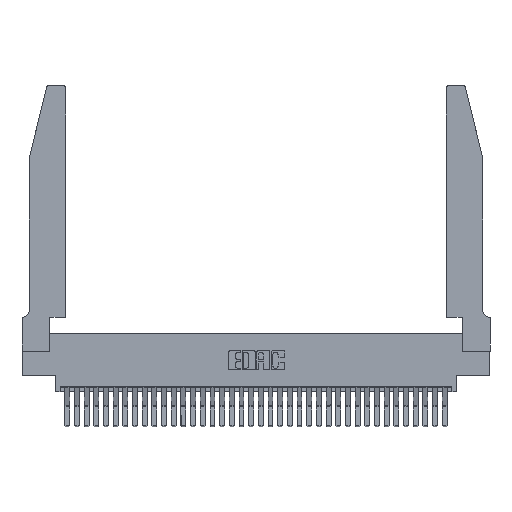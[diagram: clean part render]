
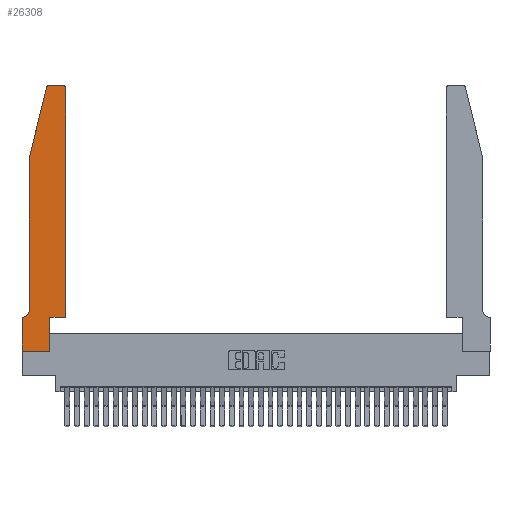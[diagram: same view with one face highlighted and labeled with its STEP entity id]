
A CAD part, top view. The second image highlights one B-rep face of the part: STEP entity #26308.
In plain terms, the highlighted planar face has unit normal (0, 0, 1).
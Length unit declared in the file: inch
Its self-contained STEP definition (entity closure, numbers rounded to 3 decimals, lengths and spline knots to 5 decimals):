
#680 = VECTOR ( 'NONE', #13354, 39.37008 ) ;
#1014 = CARTESIAN_POINT ( 'NONE',  ( 0.0755, 0.35, 0.37 ) ) ;
#1118 = ORIENTED_EDGE ( 'NONE', *, *, #13246, .T. ) ;
#1297 = DIRECTION ( 'NONE',  ( -0.239, -0.971, 0. ) ) ;
#1377 = CARTESIAN_POINT ( 'NONE',  ( 0.4205, 2.72, 0.37 ) ) ;
#1944 = VECTOR ( 'NONE', #33468, 39.37008 ) ;
#2059 = ORIENTED_EDGE ( 'NONE', *, *, #10186, .T. ) ;
#2195 = EDGE_CURVE ( 'NONE', #14301, #33571, #23317, .T. ) ;
#2333 = VERTEX_POINT ( 'NONE', #10464 ) ;
#2929 = VECTOR ( 'NONE', #1297, 39.37008 ) ;
#3174 = VECTOR ( 'NONE', #15278, 39.37008 ) ;
#3570 = DIRECTION ( 'NONE',  ( 0., 1., 0. ) ) ;
#4198 = EDGE_CURVE ( 'NONE', #26880, #25633, #24558, .T. ) ;
#4242 = DIRECTION ( 'NONE',  ( 0., 0., 1. ) ) ;
#4761 = CARTESIAN_POINT ( 'NONE',  ( 0.0055, 0.35, 0.37 ) ) ;
#4788 = CARTESIAN_POINT ( 'NONE',  ( 0.2605, 2.75, 0.37 ) ) ;
#4916 = PLANE ( 'NONE',  #15891 ) ;
#5133 = CARTESIAN_POINT ( 'NONE',  ( 0.25487, 2.72718, 0.37 ) ) ;
#5268 = CARTESIAN_POINT ( 'NONE',  ( 0.2865, 0.35, 0.37 ) ) ;
#5553 = CIRCLE ( 'NONE', #34177, 0.07 ) ;
#5996 = EDGE_CURVE ( 'NONE', #33571, #25353, #7145, .T. ) ;
#6699 = DIRECTION ( 'NONE',  ( 0., -1., 0. ) ) ;
#6827 = CARTESIAN_POINT ( 'NONE',  ( 0.0755, 2., 0.37 ) ) ;
#7084 = DIRECTION ( 'NONE',  ( 1., 0., 0. ) ) ;
#7145 = CIRCLE ( 'NONE', #22487, 0.03 ) ;
#7642 = LINE ( 'NONE', #34793, #35966 ) ;
#8097 = LINE ( 'NONE', #1014, #3174 ) ;
#8309 = ORIENTED_EDGE ( 'NONE', *, *, #2195, .T. ) ;
#8735 = VECTOR ( 'NONE', #6699, 39.37008 ) ;
#9730 = FACE_OUTER_BOUND ( 'NONE', #35159, .T. ) ;
#10186 = EDGE_CURVE ( 'NONE', #30517, #25278, #5553, .T. ) ;
#10464 = CARTESIAN_POINT ( 'NONE',  ( 0., 0., 0.37 ) ) ;
#10521 = DIRECTION ( 'NONE',  ( 1., 0., 0. ) ) ;
#11512 = ORIENTED_EDGE ( 'NONE', *, *, #33436, .T. ) ;
#12049 = EDGE_CURVE ( 'NONE', #25278, #16783, #8097, .T. ) ;
#12569 = VERTEX_POINT ( 'NONE', #6827 ) ;
#13101 = DIRECTION ( 'NONE',  ( 1., 0., 0. ) ) ;
#13230 = CARTESIAN_POINT ( 'NONE',  ( 0., 0.35, 0.37 ) ) ;
#13246 = EDGE_CURVE ( 'NONE', #26856, #14301, #26089, .T. ) ;
#13354 = DIRECTION ( 'NONE',  ( -1., 0., 0. ) ) ;
#13946 = CARTESIAN_POINT ( 'NONE',  ( 0.4205, 2.75, 0.37 ) ) ;
#13975 = ORIENTED_EDGE ( 'NONE', *, *, #31369, .T. ) ;
#14301 = VERTEX_POINT ( 'NONE', #13946 ) ;
#14533 = EDGE_CURVE ( 'NONE', #2333, #20278, #19834, .T. ) ;
#14896 = CARTESIAN_POINT ( 'NONE',  ( 0.0755, 2., 0.37 ) ) ;
#15215 = CARTESIAN_POINT ( 'NONE',  ( 0.4505, 0.35, 0.37 ) ) ;
#15278 = DIRECTION ( 'NONE',  ( -1., 0., 0. ) ) ;
#15284 = DIRECTION ( 'NONE',  ( 0., 0., -1. ) ) ;
#15501 = CARTESIAN_POINT ( 'NONE',  ( 0., 0.35, 0.37 ) ) ;
#15891 = AXIS2_PLACEMENT_3D ( 'NONE', #13230, #16068, #13101 ) ;
#16068 = DIRECTION ( 'NONE',  ( 0., 0., 1. ) ) ;
#16238 = CARTESIAN_POINT ( 'NONE',  ( 0.284, 2.72, 0.37 ) ) ;
#16278 = LINE ( 'NONE', #14896, #8735 ) ;
#16397 = EDGE_CURVE ( 'NONE', #25353, #12569, #18363, .T. ) ;
#16751 = DIRECTION ( 'NONE',  ( 1., 0., 0. ) ) ;
#16783 = VERTEX_POINT ( 'NONE', #15501 ) ;
#18319 = AXIS2_PLACEMENT_3D ( 'NONE', #1377, #4242, #7084 ) ;
#18348 = CARTESIAN_POINT ( 'NONE',  ( 0.284, 2.75, 0.37 ) ) ;
#18363 = LINE ( 'NONE', #28946, #2929 ) ;
#19834 = LINE ( 'NONE', #22218, #27673 ) ;
#20278 = VERTEX_POINT ( 'NONE', #23778 ) ;
#20503 = VECTOR ( 'NONE', #32206, 39.37008 ) ;
#20563 = DIRECTION ( 'NONE',  ( 0., -1., 0. ) ) ;
#21091 = DIRECTION ( 'NONE',  ( -1., 0., 0. ) ) ;
#21453 = CARTESIAN_POINT ( 'NONE',  ( 0.4505, 2.72, 0.37 ) ) ;
#21844 = LINE ( 'NONE', #34628, #34649 ) ;
#22218 = CARTESIAN_POINT ( 'NONE',  ( 0., 0., 0.37 ) ) ;
#22487 = AXIS2_PLACEMENT_3D ( 'NONE', #16238, #27493, #10521 ) ;
#22590 = EDGE_CURVE ( 'NONE', #20278, #26880, #21844, .T. ) ;
#22709 = CARTESIAN_POINT ( 'NONE',  ( 0.0755, 0.42, 0.37 ) ) ;
#23317 = LINE ( 'NONE', #4788, #680 ) ;
#23778 = CARTESIAN_POINT ( 'NONE',  ( 0.2865, 0., 0.37 ) ) ;
#23790 = CARTESIAN_POINT ( 'NONE',  ( 0.4505, 0.35, 0.37 ) ) ;
#24558 = LINE ( 'NONE', #36051, #1944 ) ;
#24737 = ORIENTED_EDGE ( 'NONE', *, *, #4198, .T. ) ;
#25278 = VERTEX_POINT ( 'NONE', #4761 ) ;
#25353 = VERTEX_POINT ( 'NONE', #5133 ) ;
#25633 = VERTEX_POINT ( 'NONE', #15215 ) ;
#26089 = CIRCLE ( 'NONE', #18319, 0.03 ) ;
#26106 = ORIENTED_EDGE ( 'NONE', *, *, #14533, .T. ) ;
#26308 = ADVANCED_FACE ( 'NONE', ( #9730 ), #4916, .T. ) ;
#26415 = CARTESIAN_POINT ( 'NONE',  ( 0.0055, 0.42, 0.37 ) ) ;
#26856 = VERTEX_POINT ( 'NONE', #21453 ) ;
#26880 = VERTEX_POINT ( 'NONE', #5268 ) ;
#27493 = DIRECTION ( 'NONE',  ( 0., 0., 1. ) ) ;
#27590 = ORIENTED_EDGE ( 'NONE', *, *, #12049, .T. ) ;
#27673 = VECTOR ( 'NONE', #16751, 39.37008 ) ;
#27999 = ORIENTED_EDGE ( 'NONE', *, *, #5996, .T. ) ;
#28123 = LINE ( 'NONE', #23790, #20503 ) ;
#28946 = CARTESIAN_POINT ( 'NONE',  ( 0.0755, 2., 0.37 ) ) ;
#30517 = VERTEX_POINT ( 'NONE', #22709 ) ;
#30659 = ORIENTED_EDGE ( 'NONE', *, *, #22590, .T. ) ;
#31109 = ORIENTED_EDGE ( 'NONE', *, *, #16397, .T. ) ;
#31369 = EDGE_CURVE ( 'NONE', #16783, #2333, #7642, .T. ) ;
#32206 = DIRECTION ( 'NONE',  ( 0., 1., 0. ) ) ;
#33436 = EDGE_CURVE ( 'NONE', #12569, #30517, #16278, .T. ) ;
#33468 = DIRECTION ( 'NONE',  ( 1., 0., 0. ) ) ;
#33571 = VERTEX_POINT ( 'NONE', #18348 ) ;
#34177 = AXIS2_PLACEMENT_3D ( 'NONE', #26415, #15284, #21091 ) ;
#34628 = CARTESIAN_POINT ( 'NONE',  ( 0.2865, 0.35, 0.37 ) ) ;
#34649 = VECTOR ( 'NONE', #3570, 39.37008 ) ;
#34793 = CARTESIAN_POINT ( 'NONE',  ( 0., 0., 0.37 ) ) ;
#35015 = EDGE_CURVE ( 'NONE', #25633, #26856, #28123, .T. ) ;
#35159 = EDGE_LOOP ( 'NONE', ( #8309, #27999, #31109, #11512, #2059, #27590, #13975, #26106, #30659, #24737, #35529, #1118 ) ) ;
#35529 = ORIENTED_EDGE ( 'NONE', *, *, #35015, .T. ) ;
#35966 = VECTOR ( 'NONE', #20563, 39.37008 ) ;
#36051 = CARTESIAN_POINT ( 'NONE',  ( 0.4505, 0.35, 0.37 ) ) ;
